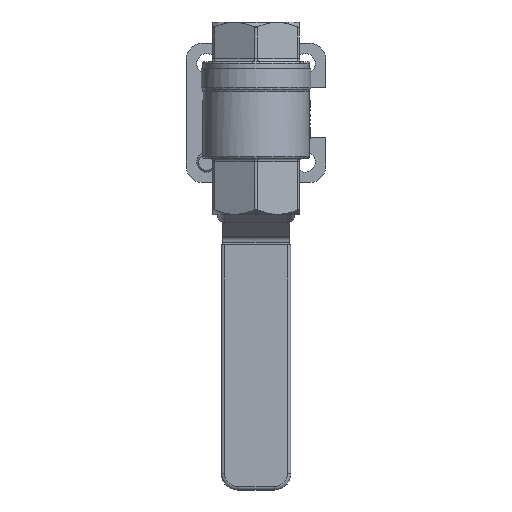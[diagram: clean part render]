
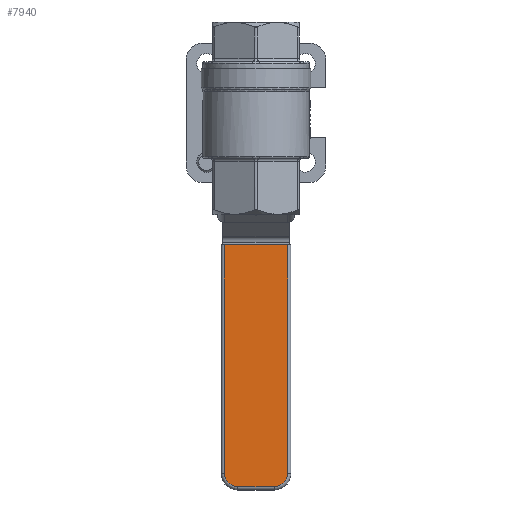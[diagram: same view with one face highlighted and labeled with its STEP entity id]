
A CAD part, front view. The second image highlights one B-rep face of the part: STEP entity #7940.
In plain terms, the highlighted planar face has unit normal (0, -1, 0).
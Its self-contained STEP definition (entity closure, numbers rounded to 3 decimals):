
#235=PLANE('',#8718);
#818=LINE('',#15272,#1366);
#821=LINE('',#15287,#1369);
#823=LINE('',#15299,#1371);
#824=LINE('',#15301,#1372);
#1366=VECTOR('',#10286,10.);
#1369=VECTOR('',#10303,10.);
#1371=VECTOR('',#10317,10.);
#1372=VECTOR('',#10320,10.);
#1955=FACE_OUTER_BOUND('',#2446,.T.);
#2446=EDGE_LOOP('',(#6566,#6567,#6568,#6569,#6570,#6571));
#3005=CIRCLE('',#8709,4.);
#3009=CIRCLE('',#8715,4.);
#3614=VERTEX_POINT('',#15269);
#3615=VERTEX_POINT('',#15271);
#3617=VERTEX_POINT('',#15277);
#3619=VERTEX_POINT('',#15283);
#3621=VERTEX_POINT('',#15289);
#3623=VERTEX_POINT('',#15295);
#4608=EDGE_CURVE('',#3614,#3615,#818,.T.);
#4613=EDGE_CURVE('',#3615,#3617,#3005,.T.);
#4616=EDGE_CURVE('',#3617,#3619,#821,.T.);
#4619=EDGE_CURVE('',#3619,#3621,#3009,.T.);
#4622=EDGE_CURVE('',#3621,#3623,#823,.T.);
#4623=EDGE_CURVE('',#3623,#3614,#824,.T.);
#6566=ORIENTED_EDGE('',*,*,#4622,.F.);
#6567=ORIENTED_EDGE('',*,*,#4619,.F.);
#6568=ORIENTED_EDGE('',*,*,#4616,.F.);
#6569=ORIENTED_EDGE('',*,*,#4613,.F.);
#6570=ORIENTED_EDGE('',*,*,#4608,.F.);
#6571=ORIENTED_EDGE('',*,*,#4623,.F.);
#7940=ADVANCED_FACE('',(#1955),#235,.T.);
#8709=AXIS2_PLACEMENT_3D('',#15281,#10296,#10297);
#8715=AXIS2_PLACEMENT_3D('',#15293,#10310,#10311);
#8718=AXIS2_PLACEMENT_3D('',#15300,#10318,#10319);
#10286=DIRECTION('',(0.,0.,-1.));
#10296=DIRECTION('center_axis',(0.,1.,0.));
#10297=DIRECTION('ref_axis',(0.707,0.,-0.707));
#10303=DIRECTION('',(-1.,0.,0.));
#10310=DIRECTION('center_axis',(0.,1.,0.));
#10311=DIRECTION('ref_axis',(-0.707,0.,-0.707));
#10317=DIRECTION('',(0.,0.,1.));
#10318=DIRECTION('center_axis',(0.,-1.,0.));
#10319=DIRECTION('ref_axis',(-1.,0.,0.));
#10320=DIRECTION('',(1.,0.,0.));
#15269=CARTESIAN_POINT('',(9.5,24.322,-39.75));
#15271=CARTESIAN_POINT('',(9.5,24.322,-108.5));
#15272=CARTESIAN_POINT('',(9.5,24.322,-39.75));
#15277=CARTESIAN_POINT('',(5.5,24.322,-112.5));
#15281=CARTESIAN_POINT('Origin',(5.5,24.322,-108.5));
#15283=CARTESIAN_POINT('',(-5.5,24.322,-112.5));
#15287=CARTESIAN_POINT('',(5.25,24.322,-112.5));
#15289=CARTESIAN_POINT('',(-9.5,24.322,-108.5));
#15293=CARTESIAN_POINT('Origin',(-5.5,24.322,-108.5));
#15295=CARTESIAN_POINT('',(-9.5,24.322,-39.75));
#15299=CARTESIAN_POINT('',(-9.5,24.322,-39.75));
#15300=CARTESIAN_POINT('Origin',(10.5,24.322,-39.75));
#15301=CARTESIAN_POINT('',(-10.5,24.322,-39.75));
